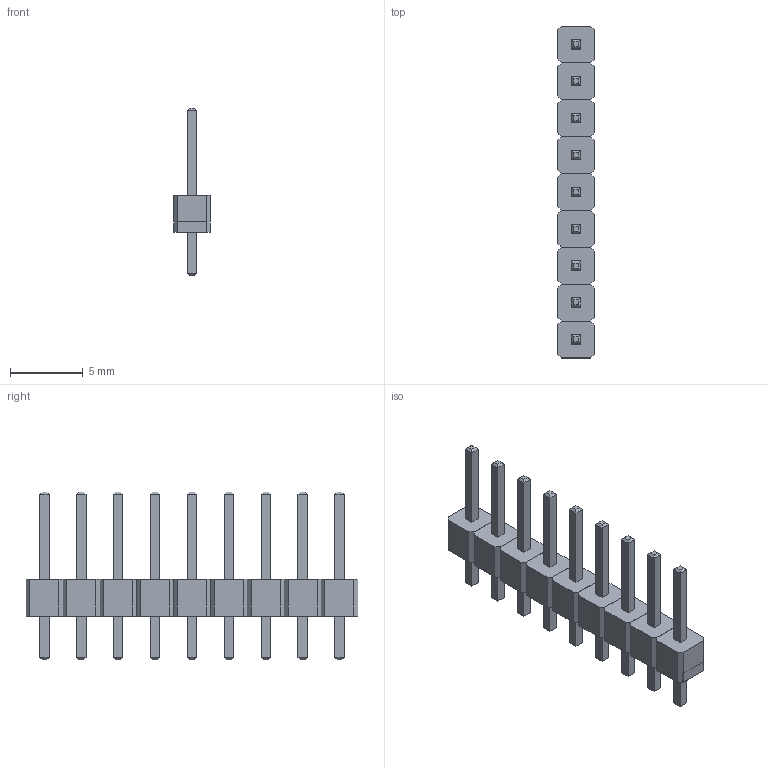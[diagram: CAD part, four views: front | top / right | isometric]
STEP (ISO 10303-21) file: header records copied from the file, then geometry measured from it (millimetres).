
FILE_DESCRIPTION(/* description */ (''),/* implementation_level */ '2;1');
FILE_NAME(/* name */ 'PLS-9.step',/* time_stamp */ '2021-11-03T15:16:54+03:00',/* author */ (''),/* organization */ (''),/* preprocessor_version */ 'ST-DEVELOPER v18.1',/* originating_system */ 'Autodesk Translation Framework v10.10.0.1391',/* authorisation */ '');
FILE_SCHEMA (('AUTOMOTIVE_DESIGN { 1 0 10303 214 3 1 1 }'));
Length unit declared in the file: millimetre
Products named in the file (1): PLS-9
Bounding box: 2.54 x 22.86 x 11.54 mm (x, y, z)
Volume: 146 mm3; surface area: 694.6 mm2
Topology: 18 solids, 18 shells, 297 faces, 684 edges, 432 vertices
Faces by surface type: plane 297
Entity records: 8188 total; most frequent: CARTESIAN_POINT 1414, ORIENTED_EDGE 1368, DIRECTION 1280, LINE 684, VECTOR 684, EDGE_CURVE 684, VERTEX_POINT 432, EDGE_LOOP 324
